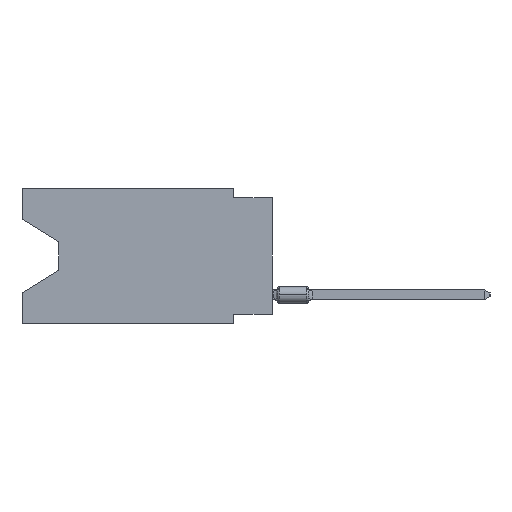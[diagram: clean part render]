
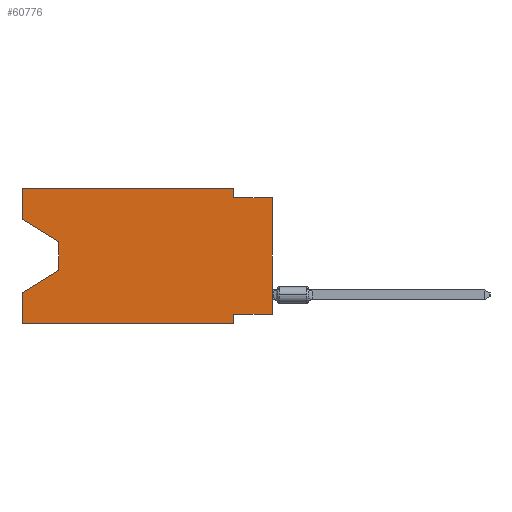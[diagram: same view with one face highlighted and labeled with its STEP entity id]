
A CAD part, left-side view. The second image highlights one B-rep face of the part: STEP entity #60776.
In plain terms, the highlighted planar face has unit normal (-1, 0, 0).
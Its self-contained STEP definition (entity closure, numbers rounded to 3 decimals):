
#459 = LINE ( 'NONE', #764, #17193 ) ;
#764 = CARTESIAN_POINT ( 'NONE',  ( 0., 2.54, -8.89 ) ) ;
#1661 = VERTEX_POINT ( 'NONE', #19453 ) ;
#2999 = DIRECTION ( 'NONE',  ( 0., 0., -1. ) ) ;
#4587 = EDGE_CURVE ( 'NONE', #19165, #34367, #19637, .T. ) ;
#4877 = CARTESIAN_POINT ( 'NONE',  ( 0., 13.97, -5.385 ) ) ;
#6089 = LINE ( 'NONE', #58658, #59812 ) ;
#6125 = ORIENTED_EDGE ( 'NONE', *, *, #4587, .T. ) ;
#6350 = LINE ( 'NONE', #25176, #58909 ) ;
#7042 = VECTOR ( 'NONE', #32770, 1000. ) ;
#8520 = CARTESIAN_POINT ( 'NONE',  ( 0., 16.383, -2.038 ) ) ;
#9155 = VECTOR ( 'NONE', #27734, 1000. ) ;
#11481 = VERTEX_POINT ( 'NONE', #60332 ) ;
#11495 = VERTEX_POINT ( 'NONE', #36160 ) ;
#13414 = ORIENTED_EDGE ( 'NONE', *, *, #26849, .F. ) ;
#13920 = LINE ( 'NONE', #52440, #48865 ) ;
#13967 = EDGE_CURVE ( 'NONE', #37361, #11481, #52177, .T. ) ;
#17193 = VECTOR ( 'NONE', #59052, 1000. ) ;
#19165 = VERTEX_POINT ( 'NONE', #8520 ) ;
#19453 = CARTESIAN_POINT ( 'NONE',  ( 0., 13.97, -5.385 ) ) ;
#19544 = ORIENTED_EDGE ( 'NONE', *, *, #33220, .F. ) ;
#19602 = CARTESIAN_POINT ( 'NONE',  ( 0., 16.383, -8.89 ) ) ;
#19637 = LINE ( 'NONE', #47993, #52232 ) ;
#20127 = LINE ( 'NONE', #53867, #51001 ) ;
#20416 = DIRECTION ( 'NONE',  ( 0., -1., 0. ) ) ;
#20903 = VECTOR ( 'NONE', #53988, 1000. ) ;
#21176 = CARTESIAN_POINT ( 'NONE',  ( 0., 16.383, 0. ) ) ;
#21629 = ORIENTED_EDGE ( 'NONE', *, *, #32953, .T. ) ;
#23059 = LINE ( 'NONE', #47903, #60592 ) ;
#24081 = LINE ( 'NONE', #39681, #20903 ) ;
#24243 = ORIENTED_EDGE ( 'NONE', *, *, #26696, .T. ) ;
#25176 = CARTESIAN_POINT ( 'NONE',  ( 0., 16.383, -8.89 ) ) ;
#26696 = EDGE_CURVE ( 'NONE', #55004, #44165, #6350, .T. ) ;
#26849 = EDGE_CURVE ( 'NONE', #36543, #61323, #37549, .T. ) ;
#27241 = DIRECTION ( 'NONE',  ( 1., 0., 0. ) ) ;
#27442 = EDGE_CURVE ( 'NONE', #34367, #1661, #13920, .T. ) ;
#27734 = DIRECTION ( 'NONE',  ( 0., 0., 1. ) ) ;
#28288 = DIRECTION ( 'NONE',  ( 0., -1., 0. ) ) ;
#29737 = DIRECTION ( 'NONE',  ( 0., 0.855, -0.519 ) ) ;
#30649 = ORIENTED_EDGE ( 'NONE', *, *, #33806, .F. ) ;
#31706 = FACE_OUTER_BOUND ( 'NONE', #42028, .T. ) ;
#32330 = CARTESIAN_POINT ( 'NONE',  ( 0., 16.383, 0. ) ) ;
#32349 = CARTESIAN_POINT ( 'NONE',  ( 0., 2.54, -0.635 ) ) ;
#32770 = DIRECTION ( 'NONE',  ( 0., -1., 0. ) ) ;
#32953 = EDGE_CURVE ( 'NONE', #1661, #34847, #62520, .T. ) ;
#33133 = LINE ( 'NONE', #52543, #9155 ) ;
#33220 = EDGE_CURVE ( 'NONE', #19165, #36543, #24081, .T. ) ;
#33806 = EDGE_CURVE ( 'NONE', #55004, #34847, #23059, .T. ) ;
#34367 = VERTEX_POINT ( 'NONE', #50934 ) ;
#34847 = VERTEX_POINT ( 'NONE', #36778 ) ;
#35706 = DIRECTION ( 'NONE',  ( 0., 1., 0. ) ) ;
#36160 = CARTESIAN_POINT ( 'NONE',  ( 0., 2.54, -8.255 ) ) ;
#36543 = VERTEX_POINT ( 'NONE', #21176 ) ;
#36778 = CARTESIAN_POINT ( 'NONE',  ( 0., 16.383, -6.852 ) ) ;
#37117 = EDGE_CURVE ( 'NONE', #11495, #44165, #459, .T. ) ;
#37218 = CARTESIAN_POINT ( 'NONE',  ( 0., 2.54, -8.89 ) ) ;
#37361 = VERTEX_POINT ( 'NONE', #32349 ) ;
#37524 = VERTEX_POINT ( 'NONE', #39343 ) ;
#37549 = LINE ( 'NONE', #61719, #7042 ) ;
#38163 = VECTOR ( 'NONE', #29737, 1000. ) ;
#38362 = EDGE_CURVE ( 'NONE', #37524, #11481, #33133, .T. ) ;
#39244 = DIRECTION ( 'NONE',  ( 0., 0., -1. ) ) ;
#39343 = CARTESIAN_POINT ( 'NONE',  ( 0., 0., -8.255 ) ) ;
#39681 = CARTESIAN_POINT ( 'NONE',  ( 0., 16.383, 0. ) ) ;
#40385 = AXIS2_PLACEMENT_3D ( 'NONE', #32330, #27241, #2999 ) ;
#42011 = CARTESIAN_POINT ( 'NONE',  ( 0., 0., -0.635 ) ) ;
#42028 = EDGE_LOOP ( 'NONE', ( #6125, #59087, #21629, #30649, #24243, #49275, #46561, #56620, #59693, #59562, #13414, #19544 ) ) ;
#42894 = DIRECTION ( 'NONE',  ( 0., -0.855, -0.519 ) ) ;
#44165 = VERTEX_POINT ( 'NONE', #37218 ) ;
#46561 = ORIENTED_EDGE ( 'NONE', *, *, #48398, .F. ) ;
#47903 = CARTESIAN_POINT ( 'NONE',  ( 0., 16.383, 0. ) ) ;
#47993 = CARTESIAN_POINT ( 'NONE',  ( 0., 16.383, -2.038 ) ) ;
#48321 = DIRECTION ( 'NONE',  ( 0., 0., -1. ) ) ;
#48398 = EDGE_CURVE ( 'NONE', #37524, #11495, #6089, .T. ) ;
#48865 = VECTOR ( 'NONE', #48321, 1000. ) ;
#49275 = ORIENTED_EDGE ( 'NONE', *, *, #37117, .F. ) ;
#50934 = CARTESIAN_POINT ( 'NONE',  ( 0., 13.97, -3.505 ) ) ;
#51001 = VECTOR ( 'NONE', #39244, 1000. ) ;
#52177 = LINE ( 'NONE', #42011, #52920 ) ;
#52232 = VECTOR ( 'NONE', #42894, 1000. ) ;
#52332 = EDGE_CURVE ( 'NONE', #61323, #37361, #20127, .T. ) ;
#52440 = CARTESIAN_POINT ( 'NONE',  ( 0., 13.97, -3.505 ) ) ;
#52543 = CARTESIAN_POINT ( 'NONE',  ( 0., 0., 0. ) ) ;
#52920 = VECTOR ( 'NONE', #28288, 1000. ) ;
#53867 = CARTESIAN_POINT ( 'NONE',  ( 0., 2.54, 0. ) ) ;
#53988 = DIRECTION ( 'NONE',  ( 0., 0., 1. ) ) ;
#55004 = VERTEX_POINT ( 'NONE', #19602 ) ;
#56620 = ORIENTED_EDGE ( 'NONE', *, *, #38362, .T. ) ;
#58658 = CARTESIAN_POINT ( 'NONE',  ( 0., 0., -8.255 ) ) ;
#58909 = VECTOR ( 'NONE', #20416, 1000. ) ;
#59052 = DIRECTION ( 'NONE',  ( 0., 0., -1. ) ) ;
#59087 = ORIENTED_EDGE ( 'NONE', *, *, #27442, .T. ) ;
#59562 = ORIENTED_EDGE ( 'NONE', *, *, #52332, .F. ) ;
#59693 = ORIENTED_EDGE ( 'NONE', *, *, #13967, .F. ) ;
#59812 = VECTOR ( 'NONE', #35706, 1000. ) ;
#60332 = CARTESIAN_POINT ( 'NONE',  ( 0., 0., -0.635 ) ) ;
#60592 = VECTOR ( 'NONE', #62506, 1000. ) ;
#60776 = ADVANCED_FACE ( 'NONE', ( #31706 ), #61280, .F. ) ;
#61280 = PLANE ( 'NONE',  #40385 ) ;
#61323 = VERTEX_POINT ( 'NONE', #62470 ) ;
#61719 = CARTESIAN_POINT ( 'NONE',  ( 0., 16.383, 0. ) ) ;
#62470 = CARTESIAN_POINT ( 'NONE',  ( 0., 2.54, 0. ) ) ;
#62506 = DIRECTION ( 'NONE',  ( 0., 0., 1. ) ) ;
#62520 = LINE ( 'NONE', #4877, #38163 ) ;
